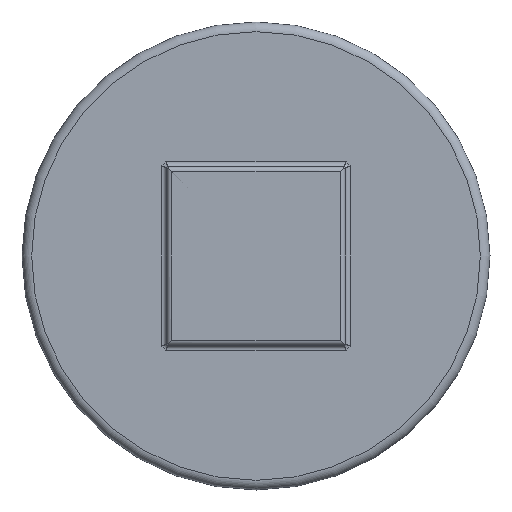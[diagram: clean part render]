
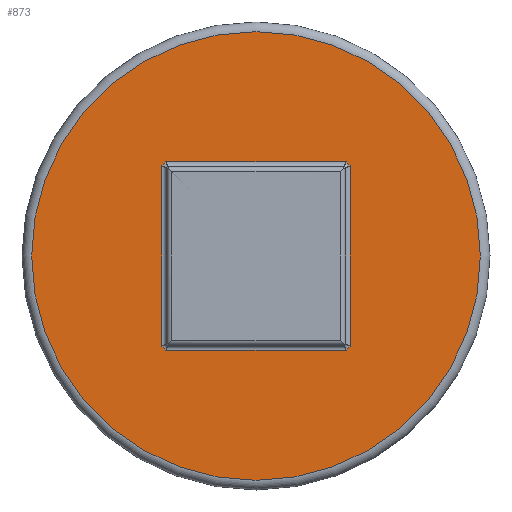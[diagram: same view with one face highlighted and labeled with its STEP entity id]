
A CAD part, left-side view. The second image highlights one B-rep face of the part: STEP entity #873.
In plain terms, the highlighted planar face has unit normal (-1, 0, 0).
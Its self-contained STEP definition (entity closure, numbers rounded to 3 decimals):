
#46=FACE_BOUND('',#330,.T.);
#71=PLANE('',#975);
#116=LINE('',#1708,#164);
#117=LINE('',#1742,#165);
#118=LINE('',#1776,#166);
#120=LINE('',#1810,#168);
#164=VECTOR('',#1196,37.35);
#165=VECTOR('',#1203,37.35);
#166=VECTOR('',#1210,37.35);
#168=VECTOR('',#1218,37.35);
#264=FACE_OUTER_BOUND('',#329,.T.);
#329=EDGE_LOOP('',(#784));
#330=EDGE_LOOP('',(#785,#786,#787,#788,#789,#790,#791,#792));
#380=CIRCLE('',#961,27.);
#382=CIRCLE('',#965,27.);
#383=CIRCLE('',#968,27.);
#384=CIRCLE('',#971,27.);
#385=CIRCLE('',#976,46.5);
#446=VERTEX_POINT('',#1673);
#447=VERTEX_POINT('',#1674);
#449=VERTEX_POINT('',#1707);
#450=VERTEX_POINT('',#1724);
#451=VERTEX_POINT('',#1741);
#452=VERTEX_POINT('',#1758);
#453=VERTEX_POINT('',#1775);
#454=VERTEX_POINT('',#1792);
#455=VERTEX_POINT('',#1815);
#553=EDGE_CURVE('',#446,#447,#380,.T.);
#557=EDGE_CURVE('',#447,#449,#116,.T.);
#559=EDGE_CURVE('',#449,#450,#382,.T.);
#561=EDGE_CURVE('',#450,#451,#117,.T.);
#563=EDGE_CURVE('',#451,#452,#383,.T.);
#565=EDGE_CURVE('',#452,#453,#118,.T.);
#567=EDGE_CURVE('',#453,#454,#384,.T.);
#570=EDGE_CURVE('',#454,#446,#120,.T.);
#572=EDGE_CURVE('',#455,#455,#385,.T.);
#784=ORIENTED_EDGE('',*,*,#572,.F.);
#785=ORIENTED_EDGE('',*,*,#553,.F.);
#786=ORIENTED_EDGE('',*,*,#570,.F.);
#787=ORIENTED_EDGE('',*,*,#567,.F.);
#788=ORIENTED_EDGE('',*,*,#565,.F.);
#789=ORIENTED_EDGE('',*,*,#563,.F.);
#790=ORIENTED_EDGE('',*,*,#561,.F.);
#791=ORIENTED_EDGE('',*,*,#559,.F.);
#792=ORIENTED_EDGE('',*,*,#557,.F.);
#873=ADVANCED_FACE('',(#264,#46),#71,.T.);
#961=AXIS2_PLACEMENT_3D('',#1675,#1190,#1191);
#965=AXIS2_PLACEMENT_3D('',#1725,#1199,#1200);
#968=AXIS2_PLACEMENT_3D('',#1759,#1206,#1207);
#971=AXIS2_PLACEMENT_3D('',#1793,#1213,#1214);
#975=AXIS2_PLACEMENT_3D('',#1814,#1224,#1225);
#976=AXIS2_PLACEMENT_3D('',#1816,#1226,#1227);
#1190=DIRECTION('center_axis',(-1.,0.,0.));
#1191=DIRECTION('ref_axis',(0.,-0.707,0.707));
#1196=DIRECTION('',(0.,1.,0.));
#1199=DIRECTION('center_axis',(-1.,0.,0.));
#1200=DIRECTION('ref_axis',(0.,0.707,0.707));
#1203=DIRECTION('',(0.,0.,-1.));
#1206=DIRECTION('center_axis',(-1.,0.,0.));
#1207=DIRECTION('ref_axis',(0.,0.707,-0.707));
#1210=DIRECTION('',(0.,-1.,0.));
#1213=DIRECTION('center_axis',(-1.,0.,0.));
#1214=DIRECTION('ref_axis',(0.,-0.707,-0.707));
#1218=DIRECTION('',(0.,0.,1.));
#1224=DIRECTION('center_axis',(-1.,0.,0.));
#1225=DIRECTION('ref_axis',(0.,0.,1.));
#1226=DIRECTION('center_axis',(1.,0.,0.));
#1227=DIRECTION('ref_axis',(0.,0.,-1.));
#1673=CARTESIAN_POINT('',(18.,-19.5,18.675));
#1674=CARTESIAN_POINT('',(18.,-18.675,19.5));
#1675=CARTESIAN_POINT('Origin',(18.,0.,0.));
#1707=CARTESIAN_POINT('',(18.,18.675,19.5));
#1708=CARTESIAN_POINT('',(18.,32.5,19.5));
#1724=CARTESIAN_POINT('',(18.,19.5,18.675));
#1725=CARTESIAN_POINT('Origin',(18.,0.,0.));
#1741=CARTESIAN_POINT('',(18.,19.5,-18.675));
#1742=CARTESIAN_POINT('',(18.,19.5,-9.25));
#1758=CARTESIAN_POINT('',(18.,18.675,-19.5));
#1759=CARTESIAN_POINT('Origin',(18.,0.,0.));
#1775=CARTESIAN_POINT('',(18.,-18.675,-19.5));
#1776=CARTESIAN_POINT('',(18.,14.,-19.5));
#1792=CARTESIAN_POINT('',(18.,-19.5,-18.675));
#1793=CARTESIAN_POINT('Origin',(18.,0.,0.));
#1810=CARTESIAN_POINT('',(18.,-19.5,9.25));
#1814=CARTESIAN_POINT('Origin',(18.,46.5,0.));
#1815=CARTESIAN_POINT('',(18.,46.5,0.));
#1816=CARTESIAN_POINT('Origin',(18.,0.,0.));
